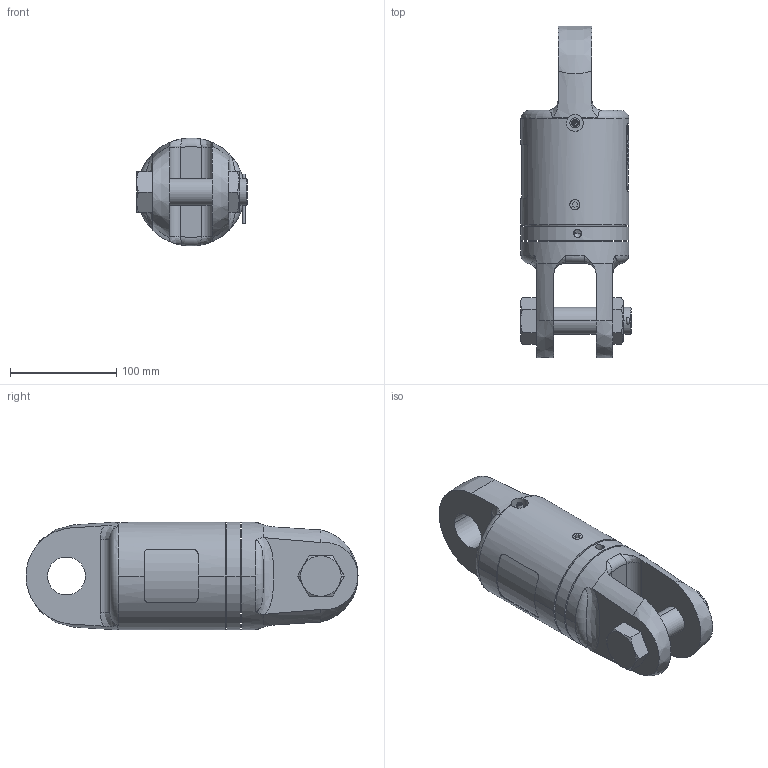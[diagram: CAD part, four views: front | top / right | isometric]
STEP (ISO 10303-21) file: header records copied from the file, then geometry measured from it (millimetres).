
FILE_DESCRIPTION((''),'2;1');
FILE_NAME('CROSBY_SWIVEL_08-S-4_0297440','2012-08-21T',('Alan Doughty'),('The Crosby Group LLC'),'PRO/ENGINEER BY PARAMETRIC TECHNOLOGY CORPORATION, 2012010','PRO/ENGINEER BY PARAMETRIC TECHNOLOGY CORPORATION, 2012010','');
FILE_SCHEMA(('CONFIG_CONTROL_DESIGN','SHAPE_APPEARANCE_LAYERS_GROUPS'));
Length unit declared in the file: inch
Products named in the file (1): CROSBY_SWIVEL_08-S-4_0297440
Bounding box: 104.37 x 312.48 x 101.6 mm (x, y, z)
Volume: 1328560.8 mm3; surface area: 207910 mm2
Topology: 2 solids, 2 shells, 1095 faces, 3013 edges, 1984 vertices
Faces by surface type: plane 856, cylinder 152, torus 40, cone 24, bspline 21, sphere 2
Entity records: 47685 total; most frequent: CARTESIAN_POINT 12041, ORIENTED_EDGE 6018, DIRECTION 4793, PRESENTATION_STYLE_ASSIGNMENT 3011, STYLED_ITEM 3011, CURVE_STYLE 3009, EDGE_CURVE 3009, VERTEX_POINT 1984
